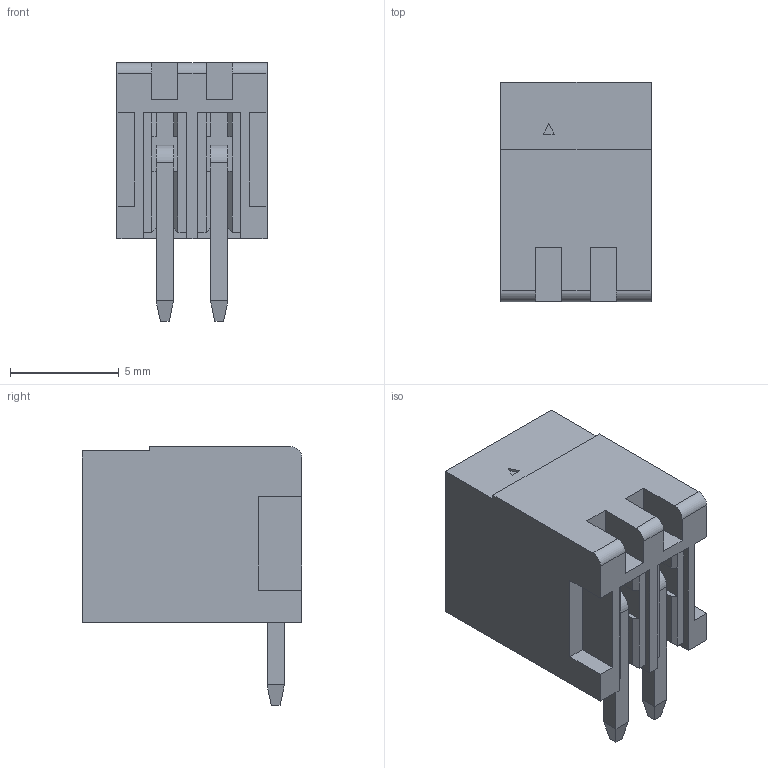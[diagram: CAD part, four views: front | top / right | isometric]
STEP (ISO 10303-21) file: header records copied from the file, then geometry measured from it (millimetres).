
FILE_DESCRIPTION (( 'STEP AP214' ), '1' );
FILE_NAME ('15EDGRC-2.5-02P-14-00AH.STEP', '2021-01-23T21:14:54', ( '' ), ( '' ), 'SwSTEP 2.0', 'SolidWorks 2020', '' );
FILE_SCHEMA (( 'AUTOMOTIVE_DESIGN' ));
Length unit declared in the file: millimetre
Products named in the file (1): 15EDGRC-2.5-02P-14-00AH
Bounding box: 6.9 x 10.1 x 11.9 mm (x, y, z)
Volume: 340 mm3; surface area: 767 mm2
Topology: 1 solids, 1 shells, 491 faces, 1312 edges, 854 vertices
Faces by surface type: plane 341, bspline 135, cylinder 11, torus 4
Entity records: 25665 total; most frequent: CARTESIAN_POINT 10809, ORIENTED_EDGE 2624, DIRECTION 1814, EDGE_CURVE 1312, VECTOR 1000, LINE 1000, VERTEX_POINT 854, EDGE_LOOP 524
